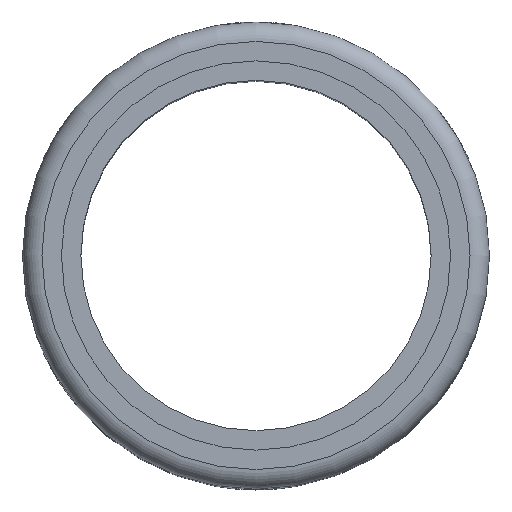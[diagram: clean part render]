
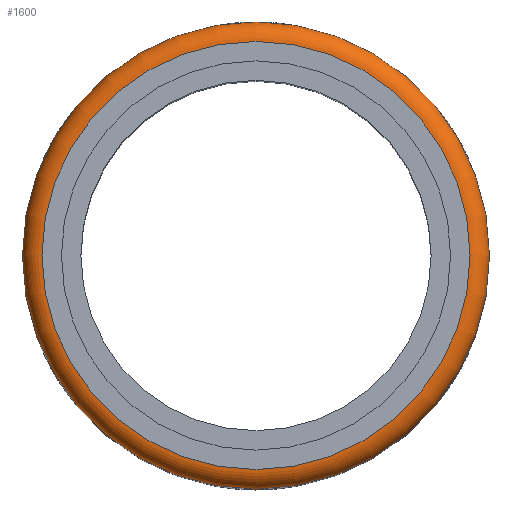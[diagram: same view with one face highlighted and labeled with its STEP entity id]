
A CAD part, top view. The second image highlights one B-rep face of the part: STEP entity #1600.
In plain terms, the highlighted toroidal (fillet/blend) face has major radius 18.333 mm and minor radius 1.667 mm.
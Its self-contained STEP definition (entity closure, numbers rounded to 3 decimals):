
#353 = EDGE_LOOP ( 'NONE', ( #420 ) ) ;
#419 = ORIENTED_EDGE ( 'NONE', *, *, #867, .F. ) ;
#420 = ORIENTED_EDGE ( 'NONE', *, *, #748, .T. ) ;
#571 = EDGE_LOOP ( 'NONE', ( #419 ) ) ;
#748 = EDGE_CURVE ( 'NONE', #1559, #1559, #1743, .T. ) ;
#790 = AXIS2_PLACEMENT_3D ( 'NONE', #1027, #1028, #1029 ) ;
#867 = EDGE_CURVE ( 'NONE', #1572, #1572, #1817, .T. ) ;
#1027 = CARTESIAN_POINT ( 'NONE',  ( 0., 0., 23.333 ) ) ;
#1028 = DIRECTION ( 'NONE',  ( 0., 0., 1. ) ) ;
#1029 = DIRECTION ( 'NONE',  ( 1., 0., 0. ) ) ;
#1303 = CARTESIAN_POINT ( 'NONE',  ( 0., 0., 25. ) ) ;
#1305 = DIRECTION ( 'NONE',  ( 0., 0., 1. ) ) ;
#1306 = DIRECTION ( 'NONE',  ( 1., 0., 0. ) ) ;
#1446 = DIRECTION ( 'NONE',  ( 0., 0., 1. ) ) ;
#1447 = CARTESIAN_POINT ( 'NONE',  ( 0., 0., 23.333 ) ) ;
#1448 = DIRECTION ( 'NONE',  ( 1., 0., 0. ) ) ;
#1558 = CARTESIAN_POINT ( 'NONE',  ( 20., 0., 23.333 ) ) ;
#1559 = VERTEX_POINT ( 'NONE', #1558 ) ;
#1572 = VERTEX_POINT ( 'NONE', #1573 ) ;
#1573 = CARTESIAN_POINT ( 'NONE',  ( 18.333, 0., 25. ) ) ;
#1600 = ADVANCED_FACE ( 'NONE', ( #1847, #1855 ), #1859, .T. ) ;
#1676 = AXIS2_PLACEMENT_3D ( 'NONE', #1303, #1305, #1306 ) ;
#1684 = AXIS2_PLACEMENT_3D ( 'NONE', #1447, #1446, #1448 ) ;
#1743 = CIRCLE ( 'NONE', #790, 20. ) ;
#1817 = CIRCLE ( 'NONE', #1676, 18.333 ) ;
#1847 = FACE_OUTER_BOUND ( 'NONE', #571, .T. ) ;
#1855 = FACE_OUTER_BOUND ( 'NONE', #353, .T. ) ;
#1859 = TOROIDAL_SURFACE ( 'NONE', #1684, 18.333, 1.667 ) ;
